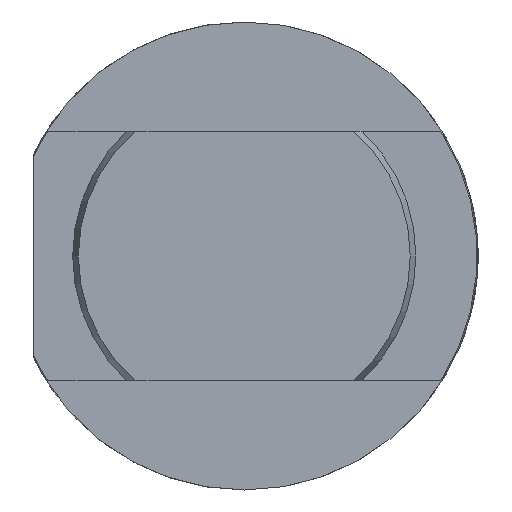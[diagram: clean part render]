
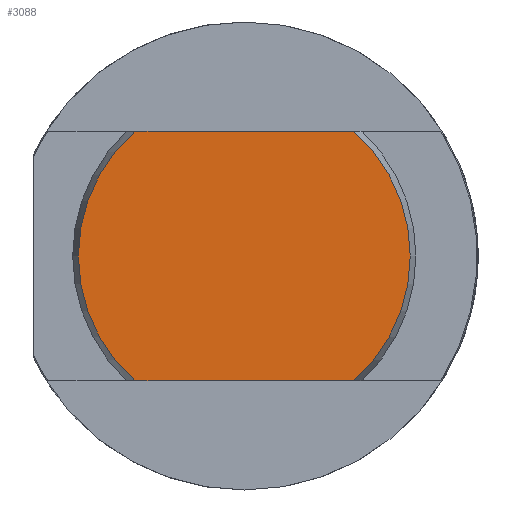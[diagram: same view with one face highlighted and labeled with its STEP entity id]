
A CAD part, left-side view. The second image highlights one B-rep face of the part: STEP entity #3088.
In plain terms, the highlighted planar face has unit normal (-1, 0, 0).
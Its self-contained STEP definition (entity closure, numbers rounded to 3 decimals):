
#78 = VERTEX_POINT ( 'NONE', #252 ) ;
#80 = VERTEX_POINT ( 'NONE', #254 ) ;
#89 = VERTEX_POINT ( 'NONE', #263 ) ;
#90 = VERTEX_POINT ( 'NONE', #264 ) ;
#252 = CARTESIAN_POINT ( 'NONE',  ( 0., -7.009, -8. ) ) ;
#254 = CARTESIAN_POINT ( 'NONE',  ( 0., -7.009, 8. ) ) ;
#263 = CARTESIAN_POINT ( 'NONE',  ( 0., 7.009, 8. ) ) ;
#264 = CARTESIAN_POINT ( 'NONE',  ( 0., 7.009, -8. ) ) ;
#1056 = CARTESIAN_POINT ( 'NONE',  ( 0., 0., 0. ) ) ;
#1057 = DIRECTION ( 'NONE',  ( -1., 0., 0. ) ) ;
#1058 = DIRECTION ( 'NONE',  ( 0., 0., -1. ) ) ;
#1110 = EDGE_LOOP ( 'NONE', ( #2586, #2585, #2584, #2583 ) ) ;
#1648 = EDGE_CURVE ( 'NONE', #78, #80, #2120, .T. ) ;
#1659 = EDGE_CURVE ( 'NONE', #78, #90, #2127, .T. ) ;
#1660 = EDGE_CURVE ( 'NONE', #89, #90, #2131, .T. ) ;
#1661 = EDGE_CURVE ( 'NONE', #89, #80, #2126, .T. ) ;
#1805 = AXIS2_PLACEMENT_3D ( 'NONE', #1056, #1057, #1058 ) ;
#1810 = AXIS2_PLACEMENT_3D ( 'NONE', #3092, #3103, #3104 ) ;
#1853 = AXIS2_PLACEMENT_3D ( 'NONE', #3379, #3385, #3386 ) ;
#2117 = VECTOR ( 'NONE', #3102, 1000. ) ;
#2120 = CIRCLE ( 'NONE', #1805, 10.636 ) ;
#2126 = LINE ( 'NONE', #3105, #2128 ) ;
#2127 = LINE ( 'NONE', #3101, #2117 ) ;
#2128 = VECTOR ( 'NONE', #3106, 1000. ) ;
#2131 = CIRCLE ( 'NONE', #1810, 10.636 ) ;
#2213 = FACE_OUTER_BOUND ( 'NONE', #1110, .T. ) ;
#2583 = ORIENTED_EDGE ( 'NONE', *, *, #1661, .F. ) ;
#2584 = ORIENTED_EDGE ( 'NONE', *, *, #1648, .T. ) ;
#2585 = ORIENTED_EDGE ( 'NONE', *, *, #1659, .F. ) ;
#2586 = ORIENTED_EDGE ( 'NONE', *, *, #1660, .T. ) ;
#3088 = ADVANCED_FACE ( 'NONE', ( #2213 ), #3352, .F. ) ;
#3092 = CARTESIAN_POINT ( 'NONE',  ( 0., 0., 0. ) ) ;
#3101 = CARTESIAN_POINT ( 'NONE',  ( 0., 12.75, -8. ) ) ;
#3102 = DIRECTION ( 'NONE',  ( 0., 1., 0. ) ) ;
#3103 = DIRECTION ( 'NONE',  ( -1., 0., 0. ) ) ;
#3104 = DIRECTION ( 'NONE',  ( 0., 0., -1. ) ) ;
#3105 = CARTESIAN_POINT ( 'NONE',  ( 0., 12.75, 8. ) ) ;
#3106 = DIRECTION ( 'NONE',  ( 0., -1., 0. ) ) ;
#3352 = PLANE ( 'NONE',  #1853 ) ;
#3379 = CARTESIAN_POINT ( 'NONE',  ( 0., 0., 0. ) ) ;
#3385 = DIRECTION ( 'NONE',  ( 1., 0., 0. ) ) ;
#3386 = DIRECTION ( 'NONE',  ( 0., 0., -1. ) ) ;
